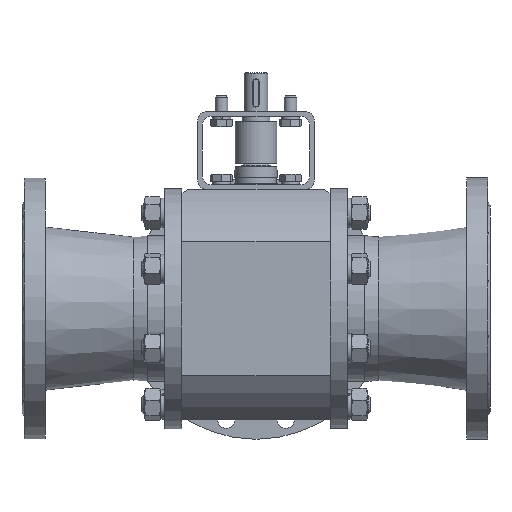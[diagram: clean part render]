
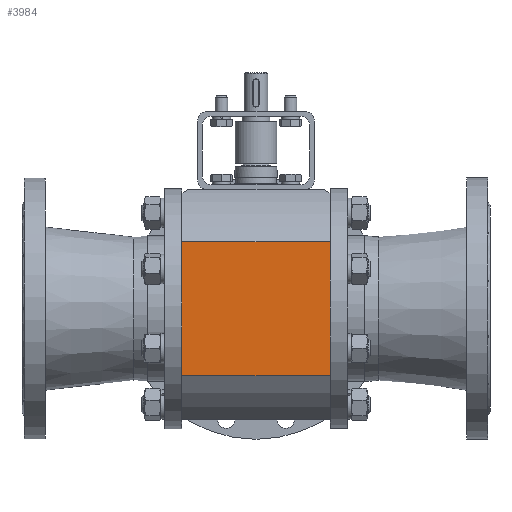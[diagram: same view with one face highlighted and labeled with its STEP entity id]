
A CAD part, left-side view. The second image highlights one B-rep face of the part: STEP entity #3984.
In plain terms, the highlighted planar face has unit normal (-1, 0, 0).
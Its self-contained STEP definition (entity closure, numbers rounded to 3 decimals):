
#3984=ADVANCED_FACE('',(#8136),#8138,.T.);
#8136=FACE_BOUND('',#8137,.T.);
#8137=EDGE_LOOP('',(#12073,#12074,#12075,#12076));
#8138=PLANE('',#8139);
#8139=AXIS2_PLACEMENT_3D('',#8140,#8141,#8142);
#8140=CARTESIAN_POINT('',(-142.,0.,-85.977));
#8141=DIRECTION('',(-1.,0.,0.));
#8142=DIRECTION('',(0.,0.,1.));
#12073=ORIENTED_EDGE('',*,*,#13725,.T.);
#12074=ORIENTED_EDGE('',*,*,#13702,.T.);
#12075=ORIENTED_EDGE('',*,*,#13715,.F.);
#12076=ORIENTED_EDGE('',*,*,#13726,.F.);
#13702=EDGE_CURVE('',#14572,#14570,#14573,.T.);
#13715=EDGE_CURVE('',#14593,#14570,#14595,.T.);
#13725=EDGE_CURVE('',#14614,#14572,#14615,.T.);
#13726=EDGE_CURVE('',#14614,#14593,#14616,.T.);
#14570=VERTEX_POINT('',#16155);
#14572=VERTEX_POINT('',#16160);
#14573=LINE('',#16161,#16162);
#14593=VERTEX_POINT('',#16212);
#14595=LINE('',#16217,#16218);
#14614=VERTEX_POINT('',#16265);
#14615=LINE('',#16266,#16267);
#14616=LINE('',#16269,#16270);
#16155=CARTESIAN_POINT('',(-142.,190.,85.977));
#16160=CARTESIAN_POINT('',(-142.,0.,85.977));
#16161=CARTESIAN_POINT('',(-142.,0.,85.977));
#16162=VECTOR('',#16163,1.);
#16163=DIRECTION('',(0.,1.,0.));
#16212=CARTESIAN_POINT('',(-142.,190.,-85.977));
#16217=CARTESIAN_POINT('',(-142.,190.,-85.977));
#16218=VECTOR('',#16219,1.);
#16219=DIRECTION('',(0.,0.,1.));
#16265=CARTESIAN_POINT('',(-142.,0.,-85.977));
#16266=CARTESIAN_POINT('',(-142.,0.,-85.977));
#16267=VECTOR('',#16268,1.);
#16268=DIRECTION('',(0.,0.,1.));
#16269=CARTESIAN_POINT('',(-142.,0.,-85.977));
#16270=VECTOR('',#16271,1.);
#16271=DIRECTION('',(0.,1.,0.));
